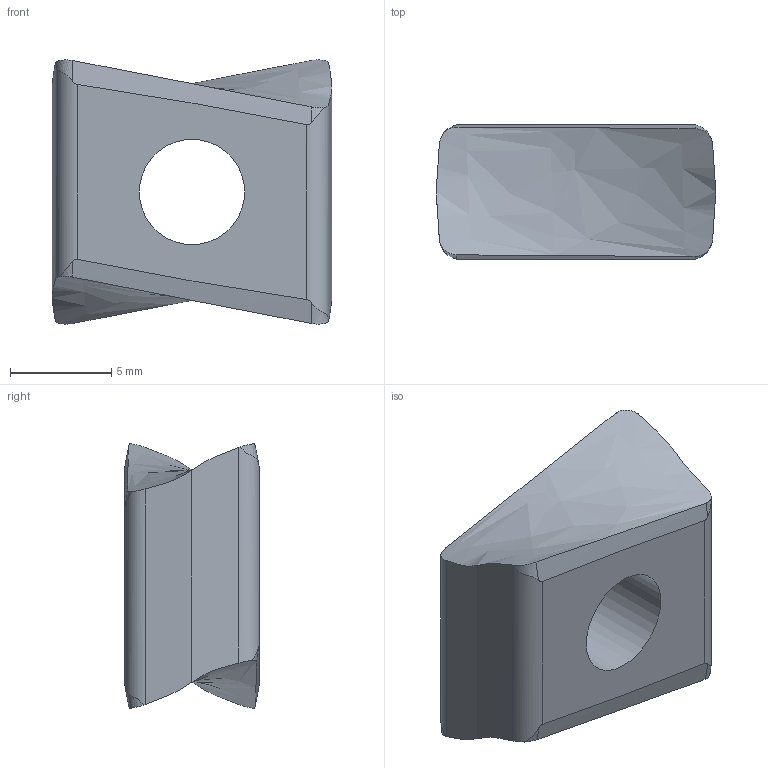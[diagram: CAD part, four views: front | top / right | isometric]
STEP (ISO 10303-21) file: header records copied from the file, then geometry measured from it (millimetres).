
FILE_DESCRIPTION(/* description */ ('Extracted from STEP assembly: cutter.stp'),/* implementation_level */ '2;1');
FILE_NAME(/* name */ 'part_5605374_-_T490_LNHT_1306PNTR',/* time_stamp */ '2016-11-02T10:56:49+08:00',/* author */ ('Qiuling Huang','Yujiang Li','Mikael Hedlind'),/* organization */ ('KTH'),/* preprocessor_version */ 'ST-DEVELOPER v15',/* originating_system */ 'SIEMENS PLM Software NX 8.0',/* authorisation */ '');
FILE_SCHEMA (('AUTOMOTIVE_DESIGN'));
Length unit declared in the file: millimetre
Products named in the file (1): 105
Bounding box: 13.81 x 6.65 x 13.05 mm (x, y, z)
Volume: 795.6 mm3; surface area: 654.3 mm2
Topology: 1 solids, 1 shells, 30 faces, 132 edges, 109 vertices
Faces by surface type: bspline 14, plane 10, cylinder 6
Entity records: 5625 total; most frequent: CARTESIAN_POINT 4590, ORIENTED_EDGE 256, EDGE_CURVE 128, B_SPLINE_CURVE_WITH_KNOTS 110, VERTEX_POINT 100, DIRECTION 60, POLYLINE 49, EDGE_LOOP 32
